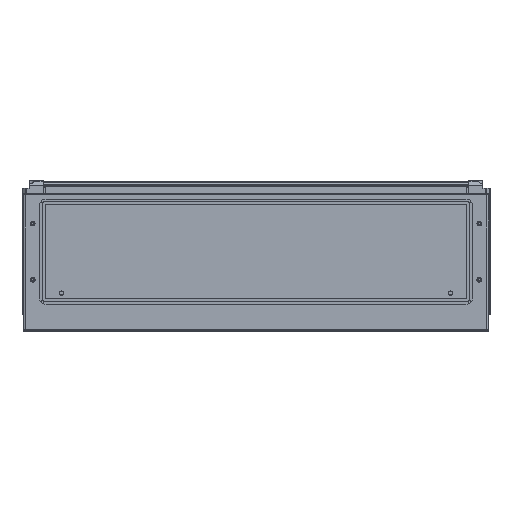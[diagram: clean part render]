
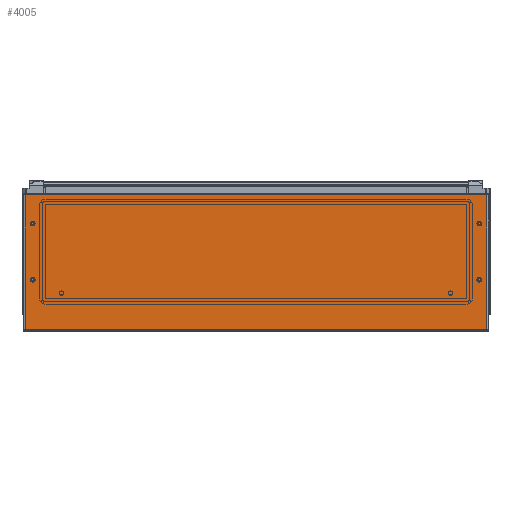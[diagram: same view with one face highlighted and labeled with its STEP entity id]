
A CAD part, front view. The second image highlights one B-rep face of the part: STEP entity #4005.
In plain terms, the highlighted face is planar.
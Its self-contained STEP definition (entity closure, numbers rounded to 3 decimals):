
#4005=ADVANCED_FACE('',(#13284,#13285,#13286,#13287,#13288),#5220,.F.);
#5220=PLANE('',#34543);
#8577=LINE('',#52617,#11969);
#8578=LINE('',#52620,#11970);
#8579=LINE('',#52622,#11971);
#8580=LINE('',#52624,#11972);
#11969=VECTOR('',#42561,1.);
#11970=VECTOR('',#42562,1.);
#11971=VECTOR('',#42563,1.);
#11972=VECTOR('',#42564,1.);
#13284=FACE_BOUND('',#15754,.T.);
#13285=FACE_BOUND('',#15755,.T.);
#13286=FACE_BOUND('',#15756,.T.);
#13287=FACE_BOUND('',#15757,.T.);
#13288=FACE_BOUND('',#15758,.T.);
#15754=EDGE_LOOP('',(#24091));
#15755=EDGE_LOOP('',(#24092));
#15756=EDGE_LOOP('',(#24093));
#15757=EDGE_LOOP('',(#24094));
#15758=EDGE_LOOP('',(#24095,#24096,#24097,#24098));
#24091=ORIENTED_EDGE('',*,*,#31385,.F.);
#24092=ORIENTED_EDGE('',*,*,#31386,.T.);
#24093=ORIENTED_EDGE('',*,*,#31387,.T.);
#24094=ORIENTED_EDGE('',*,*,#31388,.F.);
#24095=ORIENTED_EDGE('',*,*,#31389,.F.);
#24096=ORIENTED_EDGE('',*,*,#31390,.F.);
#24097=ORIENTED_EDGE('',*,*,#31391,.F.);
#24098=ORIENTED_EDGE('',*,*,#31392,.F.);
#27185=VERTEX_POINT('',#52610);
#27186=VERTEX_POINT('',#52612);
#27187=VERTEX_POINT('',#52614);
#27188=VERTEX_POINT('',#52616);
#27189=VERTEX_POINT('',#52618);
#27190=VERTEX_POINT('',#52619);
#27191=VERTEX_POINT('',#52621);
#27192=VERTEX_POINT('',#52623);
#31385=EDGE_CURVE('',#27185,#27185,#32221,.T.);
#31386=EDGE_CURVE('',#27186,#27186,#32222,.T.);
#31387=EDGE_CURVE('',#27187,#27187,#32223,.T.);
#31388=EDGE_CURVE('',#27188,#27188,#32224,.T.);
#31389=EDGE_CURVE('',#27189,#27190,#8577,.T.);
#31390=EDGE_CURVE('',#27191,#27189,#8578,.T.);
#31391=EDGE_CURVE('',#27192,#27191,#8579,.T.);
#31392=EDGE_CURVE('',#27190,#27192,#8580,.T.);
#32221=CIRCLE('',#34539,5.);
#32222=CIRCLE('',#34540,5.);
#32223=CIRCLE('',#34541,5.);
#32224=CIRCLE('',#34542,5.);
#34539=AXIS2_PLACEMENT_3D('',#52609,#42553,#42554);
#34540=AXIS2_PLACEMENT_3D('',#52611,#42555,#42556);
#34541=AXIS2_PLACEMENT_3D('',#52613,#42557,#42558);
#34542=AXIS2_PLACEMENT_3D('',#52615,#42559,#42560);
#34543=AXIS2_PLACEMENT_3D('',#52625,#42565,#42566);
#42553=DIRECTION('',(0.,0.,-1.));
#42554=DIRECTION('',(1.,0.,0.));
#42555=DIRECTION('',(0.,0.,1.));
#42556=DIRECTION('',(1.,0.,0.));
#42557=DIRECTION('',(0.,0.,1.));
#42558=DIRECTION('',(1.,0.,0.));
#42559=DIRECTION('',(0.,0.,-1.));
#42560=DIRECTION('',(1.,0.,0.));
#42561=DIRECTION('',(-1.,0.,0.));
#42562=DIRECTION('',(0.,1.,0.));
#42563=DIRECTION('',(1.,0.,0.));
#42564=DIRECTION('',(0.,-1.,0.));
#42565=DIRECTION('',(0.,0.,1.));
#42566=DIRECTION('',(-1.,0.,0.));
#52609=CARTESIAN_POINT('',(777.,82.5,0.));
#52610=CARTESIAN_POINT('',(782.,82.5,0.));
#52611=CARTESIAN_POINT('',(-177.,-37.5,0.));
#52612=CARTESIAN_POINT('',(-172.,-37.5,0.));
#52613=CARTESIAN_POINT('',(-177.,82.5,0.));
#52614=CARTESIAN_POINT('',(-172.,82.5,0.));
#52615=CARTESIAN_POINT('',(777.,-37.5,0.));
#52616=CARTESIAN_POINT('',(782.,-37.5,0.));
#52617=CARTESIAN_POINT('',(197.,144.,0.));
#52618=CARTESIAN_POINT('',(793.5,144.,0.));
#52619=CARTESIAN_POINT('',(-193.5,144.,0.));
#52620=CARTESIAN_POINT('',(793.5,-147.5,0.));
#52621=CARTESIAN_POINT('',(793.5,-144.,0.));
#52622=CARTESIAN_POINT('',(-197.,-144.,0.));
#52623=CARTESIAN_POINT('',(-193.5,-144.,0.));
#52624=CARTESIAN_POINT('',(-193.5,147.5,0.));
#52625=CARTESIAN_POINT('',(0.,0.,0.));
